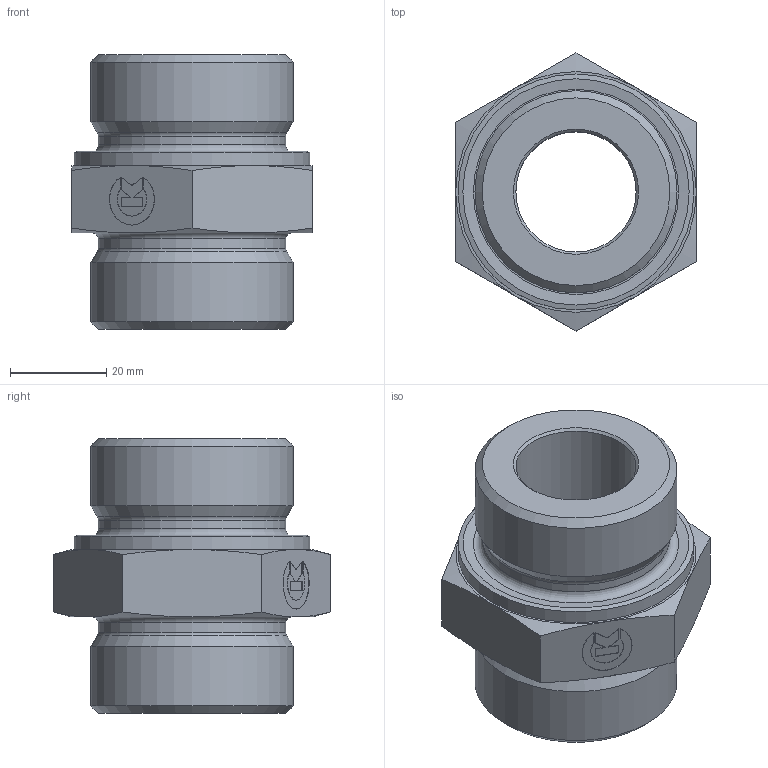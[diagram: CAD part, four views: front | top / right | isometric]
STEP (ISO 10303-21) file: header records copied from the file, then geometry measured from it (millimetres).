
FILE_DESCRIPTION((''),'2;1');
FILE_NAME('058304242.stp','2014-08-07T10:42:48',(''),('KNOMI spol. s r. o.'),'Autodesk Inventor 2012','Autodesk Inventor 2012','');
FILE_SCHEMA(('AUTOMOTIVE_DESIGN { 1 2 10303 214 0 1 1 1 }'));
Length unit declared in the file: millimetre
Products named in the file (1): PHBM3 30SM M42x2/M42x2
Bounding box: 50 x 57.73 x 57 mm (x, y, z)
Volume: 57667 mm3; surface area: 15999 mm2
Topology: 1 solids, 1 shells, 76 faces, 181 edges, 114 vertices
Faces by surface type: plane 41, cone 20, cylinder 11, torus 4
Full cylindrical faces by diameter (mm): 25 x1, 30 x1, 39 x2, 42 x2, 49 x1
Entity records: 2018 total; most frequent: CARTESIAN_POINT 387, DIRECTION 328, ORIENTED_EDGE 310, EDGE_CURVE 155, AXIS2_PLACEMENT_3D 120, VERTEX_POINT 107, EDGE_LOOP 104, VECTOR 88
